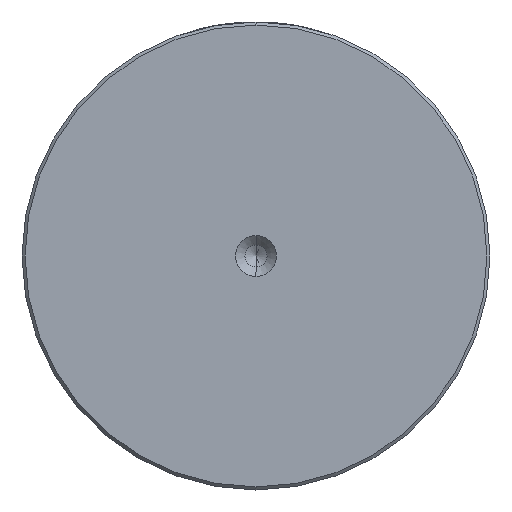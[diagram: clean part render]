
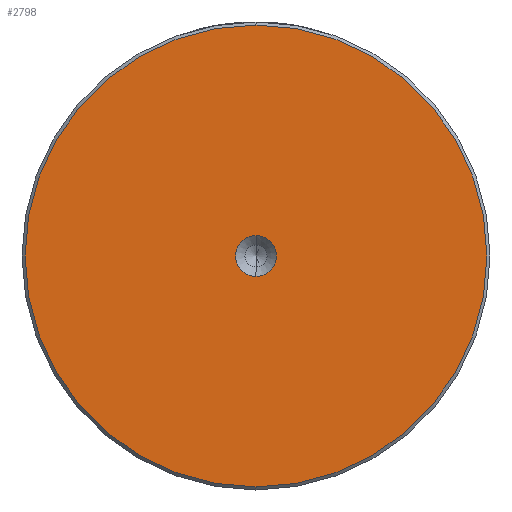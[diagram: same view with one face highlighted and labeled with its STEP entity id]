
A CAD part, left-side view. The second image highlights one B-rep face of the part: STEP entity #2798.
In plain terms, the highlighted planar face has unit normal (-1, 0, 0).
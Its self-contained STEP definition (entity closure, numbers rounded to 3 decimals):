
#5 = DIRECTION ( 'NONE',  ( -1., 0., 0. ) ) ;
#203 = CARTESIAN_POINT ( 'NONE',  ( 0., 0., 0. ) ) ;
#213 = VERTEX_POINT ( 'NONE', #1245 ) ;
#238 = AXIS2_PLACEMENT_3D ( 'NONE', #378, #2198, #648 ) ;
#273 = VERTEX_POINT ( 'NONE', #1125 ) ;
#378 = CARTESIAN_POINT ( 'NONE',  ( 0., 0., 0. ) ) ;
#473 = DIRECTION ( 'NONE',  ( 0., 0., 1. ) ) ;
#504 = VERTEX_POINT ( 'NONE', #2428 ) ;
#527 = VERTEX_POINT ( 'NONE', #2366 ) ;
#590 = AXIS2_PLACEMENT_3D ( 'NONE', #1196, #3063, #1485 ) ;
#648 = DIRECTION ( 'NONE',  ( 0., 0., 1. ) ) ;
#837 = EDGE_CURVE ( 'NONE', #213, #504, #1455, .T. ) ;
#910 = CIRCLE ( 'NONE', #1249, 3.3 ) ;
#972 = DIRECTION ( 'NONE',  ( -1., 0., 0. ) ) ;
#1125 = CARTESIAN_POINT ( 'NONE',  ( 0., 0., -3.3 ) ) ;
#1196 = CARTESIAN_POINT ( 'NONE',  ( 0., 0., 0. ) ) ;
#1213 = EDGE_LOOP ( 'NONE', ( #1906, #2436 ) ) ;
#1245 = CARTESIAN_POINT ( 'NONE',  ( 0., 0., -37.5 ) ) ;
#1249 = AXIS2_PLACEMENT_3D ( 'NONE', #2537, #972, #2805 ) ;
#1391 = CIRCLE ( 'NONE', #1666, 37.5 ) ;
#1437 = AXIS2_PLACEMENT_3D ( 'NONE', #203, #2017, #473 ) ;
#1455 = CIRCLE ( 'NONE', #238, 37.5 ) ;
#1485 = DIRECTION ( 'NONE',  ( 0., 0., 1. ) ) ;
#1516 = CIRCLE ( 'NONE', #1437, 3.3 ) ;
#1554 = CARTESIAN_POINT ( 'NONE',  ( 0., 0., 0. ) ) ;
#1576 = ORIENTED_EDGE ( 'NONE', *, *, #2338, .F. ) ;
#1666 = AXIS2_PLACEMENT_3D ( 'NONE', #1554, #5, #1807 ) ;
#1669 = FACE_OUTER_BOUND ( 'NONE', #1213, .T. ) ;
#1807 = DIRECTION ( 'NONE',  ( 0., 0., 1. ) ) ;
#1906 = ORIENTED_EDGE ( 'NONE', *, *, #837, .T. ) ;
#1988 = PLANE ( 'NONE',  #590 ) ;
#2017 = DIRECTION ( 'NONE',  ( -1., 0., 0. ) ) ;
#2025 = EDGE_LOOP ( 'NONE', ( #2067, #1576 ) ) ;
#2067 = ORIENTED_EDGE ( 'NONE', *, *, #2363, .F. ) ;
#2140 = EDGE_CURVE ( 'NONE', #504, #213, #1391, .T. ) ;
#2198 = DIRECTION ( 'NONE',  ( -1., 0., 0. ) ) ;
#2338 = EDGE_CURVE ( 'NONE', #273, #527, #910, .T. ) ;
#2363 = EDGE_CURVE ( 'NONE', #527, #273, #1516, .T. ) ;
#2366 = CARTESIAN_POINT ( 'NONE',  ( 0., 0., 3.3 ) ) ;
#2428 = CARTESIAN_POINT ( 'NONE',  ( 0., 0., 37.5 ) ) ;
#2436 = ORIENTED_EDGE ( 'NONE', *, *, #2140, .T. ) ;
#2537 = CARTESIAN_POINT ( 'NONE',  ( 0., 0., 0. ) ) ;
#2798 = ADVANCED_FACE ( 'NONE', ( #1669, #3081 ), #1988, .T. ) ;
#2805 = DIRECTION ( 'NONE',  ( 0., 0., 1. ) ) ;
#3063 = DIRECTION ( 'NONE',  ( -1., 0., 0. ) ) ;
#3081 = FACE_BOUND ( 'NONE', #2025, .T. ) ;
